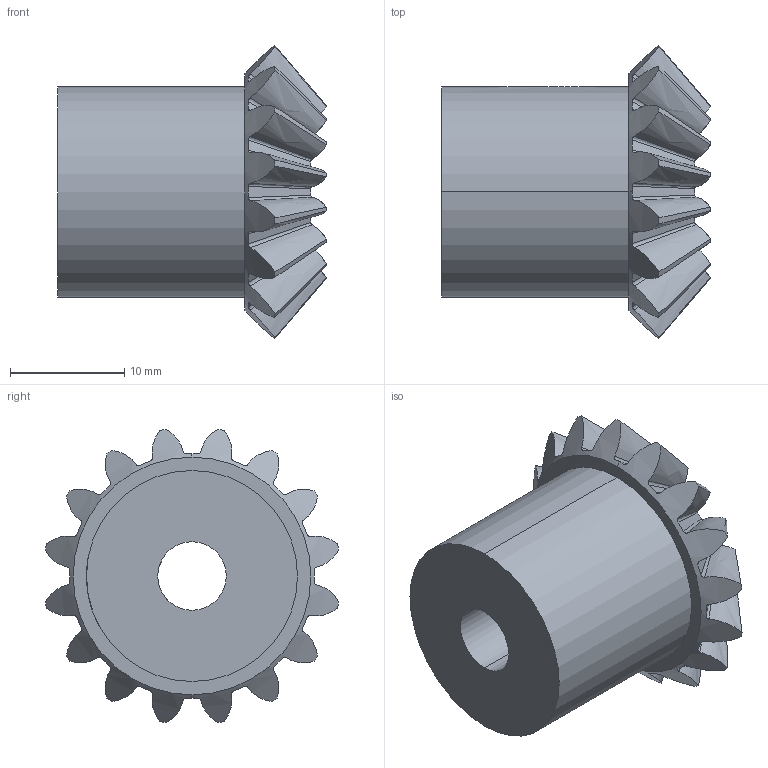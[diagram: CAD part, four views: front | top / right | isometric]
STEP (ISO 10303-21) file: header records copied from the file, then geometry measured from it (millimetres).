
FILE_DESCRIPTION (( 'STEP AP214' ), '1' );
FILE_NAME ('bevel_gear_1.5M_16GT_35570700.step', '2023-05-17T11:16:29', ( '' ), ( '' ), 'SwSTEP 2.0', 'SolidWorks 2022', '' );
FILE_SCHEMA (( 'AUTOMOTIVE_DESIGN' ));
Length unit declared in the file: millimetre
Products named in the file (1): bevel_gear_1.5M_16GT_35570700
Bounding box: 23.57 x 25.72 x 25.72 mm (x, y, z)
Volume: 5612.6 mm3; surface area: 2803.5 mm2
Topology: 1 solids, 1 shells, 111 faces, 322 edges, 214 vertices
Faces by surface type: bspline 80, cone 22, cylinder 6, plane 3
Entity records: 5232 total; most frequent: CARTESIAN_POINT 2932, ORIENTED_EDGE 644, EDGE_CURVE 322, DIRECTION 232, VERTEX_POINT 214, B_SPLINE_CURVE_WITH_KNOTS 200, EDGE_LOOP 116, ADVANCED_FACE 111
